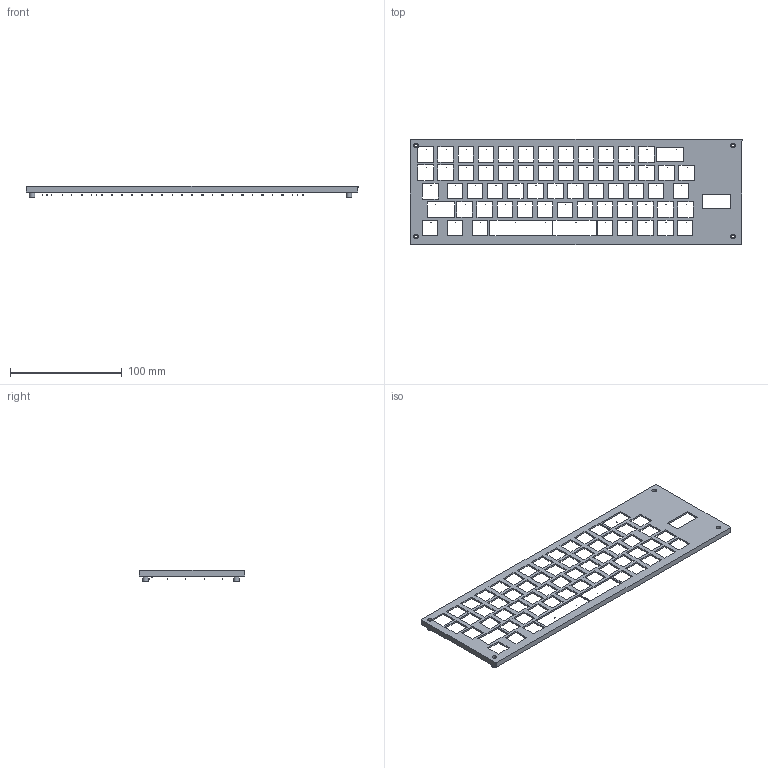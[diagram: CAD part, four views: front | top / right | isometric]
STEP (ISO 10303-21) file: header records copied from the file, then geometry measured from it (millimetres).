
FILE_DESCRIPTION(/* description */ ('Designed by EasyEDA Pro'),/* implementation_level */ '2;1');
FILE_NAME(/* name */ 'TOP.step',/* time_stamp */ '2025-06-26T10:57:20+05:30',/* author */ (''),/* organization */ (''),/* preprocessor_version */ 'ST-DEVELOPER v20.1',/* originating_system */ 'Autodesk Translation Framework v14.10.0.0',/* authorisation */ '');
FILE_SCHEMA (('AUTOMOTIVE_DESIGN { 1 0 10303 214 3 1 1 }'));
Length unit declared in the file: millimetre
Products named in the file (12): EasyEDA PCB Model~AjER; D_ALT~SOD-123FL~SOD-323_L1.7-W1.3-H1.1-LS2.5~AjER; SOD-123FL~SOD-323_L1.7-W1.3-H1.1-LS2.5~AjER; D_BACK~SOD-123FL~SOD-323_L1.7-W1.3-H1.1-LS2.5~AjER; SOD-123FL~SOD-323_L1.7-W1.3-H1.1-LS2.5~AjER_1; RST~KEY-SMD_B3U-1000PM~KEY-SMD_2P-L3.0-W2.5-H1.6-LS4.0~AjER; KEY-SMD_B3U-1000PM~KEY-SMD_2P-L3.0-W2.5-H1.6-LS4.0~AjER; D_}~SOD-123FL~SOD-323_L1.7-W1.3-H1.1-LS2.5~AjER; SOD-123FL~SOD-323_L1.7-W1.3-H1.1-LS2.5~AjER_2; D_ENTER~SOD-123FL~SOD-323_L1.7-W1.3-H1.1-LS2.5~AjER; SOD-123FL~SOD-323_L1.7-W1.3-H1.1-LS2.5~AjER_3; Open CASCADE STEP translator 7.8 1
Assembly tree (71 placements, depth 3):
  EasyEDA PCB Model~AjER
    D_}~SOD-123FL~SOD-323_L1.7-W1.3-H1.1-LS2.5~AjER  x38
      SOD-123FL~SOD-323_L1.7-W1.3-H1.1-LS2.5~AjER_2
    D_ENTER~SOD-123FL~SOD-323_L1.7-W1.3-H1.1-LS2.5~AjER  x24
      SOD-123FL~SOD-323_L1.7-W1.3-H1.1-LS2.5~AjER_3
    D_ALT~SOD-123FL~SOD-323_L1.7-W1.3-H1.1-LS2.5~AjER
      SOD-123FL~SOD-323_L1.7-W1.3-H1.1-LS2.5~AjER
    D_BACK~SOD-123FL~SOD-323_L1.7-W1.3-H1.1-LS2.5~AjER
      SOD-123FL~SOD-323_L1.7-W1.3-H1.1-LS2.5~AjER_1
    RST~KEY-SMD_B3U-1000PM~KEY-SMD_2P-L3.0-W2.5-H1.6-LS4.0~AjER
      KEY-SMD_B3U-1000PM~KEY-SMD_2P-L3.0-W2.5-H1.6-LS4.0~AjER
    Open CASCADE STEP translator 7.8 1
Bounding box: 297.54 x 94.97 x 10 mm (x, y, z)
Volume: 26621 mm3; surface area: 42477.8 mm2
Topology: 195 solids, 195 shells, 11278 faces, 33900 edges, 24008 vertices
Faces by surface type: plane 5325, cylinder 3889, torus 1025, sphere 1024, bspline 14, cone 1
Full cylindrical faces by diameter (mm): 0.18 x1, 2.2 x4, 4 x3, 4.74 x4, 6.54 x3
Entity records: 46370 total; most frequent: CARTESIAN_POINT 9458, ORIENTED_EDGE 7648, DIRECTION 7076, EDGE_CURVE 3824, LINE 2730, VECTOR 2730, VERTEX_POINT 2708, AXIS2_PLACEMENT_3D 2173
